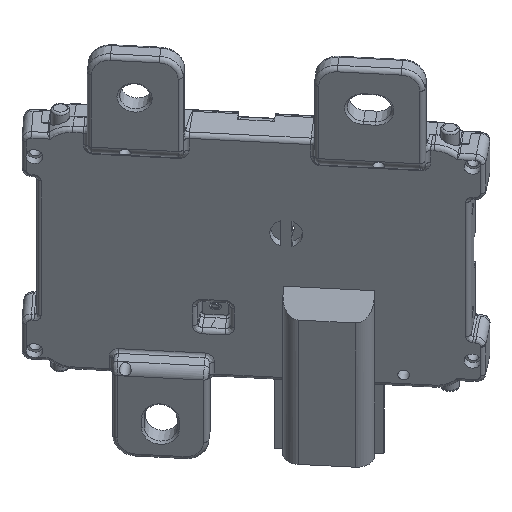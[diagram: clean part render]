
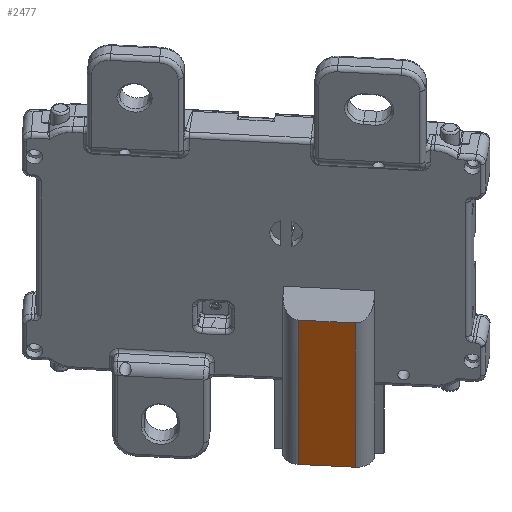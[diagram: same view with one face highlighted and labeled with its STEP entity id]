
A CAD part, isometric view. The second image highlights one B-rep face of the part: STEP entity #2477.
In plain terms, the highlighted planar face has unit normal (-0.766, -0.643, 0).
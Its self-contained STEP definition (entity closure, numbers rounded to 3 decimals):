
#2477=ADVANCED_FACE('',(#3402),#2956,.T.);
#2956=PLANE('',#12943);
#3402=FACE_OUTER_BOUND('',#4102,.T.);
#4102=EDGE_LOOP('',(#6389,#6390,#6391,#6392));
#6389=ORIENTED_EDGE('',*,*,#10035,.F.);
#6390=ORIENTED_EDGE('',*,*,#10033,.T.);
#6391=ORIENTED_EDGE('',*,*,#10031,.T.);
#6392=ORIENTED_EDGE('',*,*,#9953,.F.);
#8588=VERTEX_POINT('',#21881);
#8597=VERTEX_POINT('',#21899);
#8635=VERTEX_POINT('',#22239);
#8636=VERTEX_POINT('',#22243);
#9953=EDGE_CURVE('',#8597,#8588,#11143,.T.);
#10031=EDGE_CURVE('',#8635,#8588,#11192,.T.);
#10033=EDGE_CURVE('',#8636,#8635,#11193,.T.);
#10035=EDGE_CURVE('',#8636,#8597,#11194,.T.);
#11143=LINE('',#21900,#11982);
#11192=LINE('',#22238,#12031);
#11193=LINE('',#22242,#12032);
#11194=LINE('',#22246,#12033);
#11982=VECTOR('',#15216,1.);
#12031=VECTOR('',#15391,1.);
#12032=VECTOR('',#15396,1.);
#12033=VECTOR('',#15401,1.);
#12943=AXIS2_PLACEMENT_3D('',#22247,#15402,#15403);
#15216=DIRECTION('',(-0.643,0.766,0.));
#15391=DIRECTION('',(0.,0.,-1.));
#15396=DIRECTION('',(-0.643,0.766,0.));
#15401=DIRECTION('',(0.,0.,-1.));
#15402=DIRECTION('',(-0.766,-0.643,0.));
#15403=DIRECTION('',(-0.643,0.766,0.));
#21881=CARTESIAN_POINT('',(3529.874,685.923,355.834));
#21899=CARTESIAN_POINT('',(3537.587,676.731,355.834));
#21900=CARTESIAN_POINT('',(3529.874,685.923,355.834));
#22238=CARTESIAN_POINT('',(3529.874,685.923,355.834));
#22239=CARTESIAN_POINT('',(3529.874,685.923,393.334));
#22242=CARTESIAN_POINT('',(3529.874,685.923,393.334));
#22243=CARTESIAN_POINT('',(3537.587,676.731,393.334));
#22246=CARTESIAN_POINT('',(3537.587,676.731,355.834));
#22247=CARTESIAN_POINT('',(3527.495,688.758,398.334));
